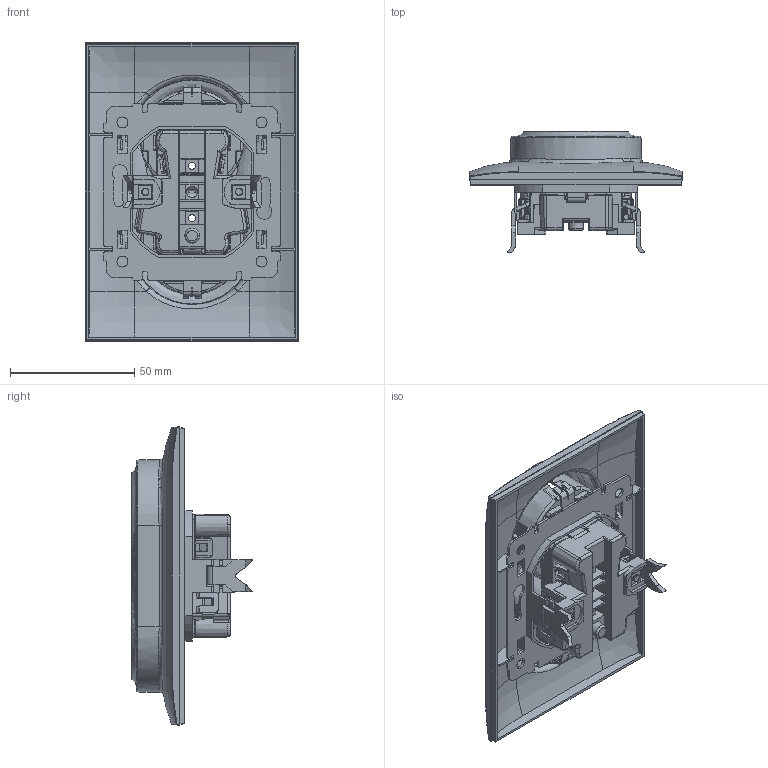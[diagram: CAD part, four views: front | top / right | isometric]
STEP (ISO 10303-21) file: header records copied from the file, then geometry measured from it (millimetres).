
FILE_DESCRIPTION (( 'STEP AP203' ), '1' );
FILE_NAME ('SK-R24-16-F SKANDY Ðîç. 2-ÿ ñ ç.ê.ø 16À â ñá. SK-R07 IEK.STEP', '2024-06-14T06:42:30', ( '' ), ( '' ), 'SwSTEP 2.0', 'SolidWorks 2022', '' );
FILE_SCHEMA (( 'CONFIG_CONTROL_DESIGN' ));
Length unit declared in the file: millimetre
Products named in the file (1): SK-R24-16-F SKANDY Роз. 2-я с з.к.ш 16А в сб. SK-R07 IEK
Bounding box: 86 x 48.66 x 120 mm (x, y, z)
Surface area: 79904.5 mm2 (no closed solid volume)
Topology: 0 solids, 30 shells, 3335 faces, 9249 edges, 5985 vertices
Faces by surface type: plane 1799, cylinder 967, cone 225, bspline 167, torus 164, sphere 13
Entity records: 123501 total; most frequent: CARTESIAN_POINT 39826, ORIENTED_EDGE 18472, DIRECTION 16192, EDGE_CURVE 9249, VERTEX_POINT 5985, VECTOR 5614, LINE 5614, AXIS2_PLACEMENT_3D 5289
